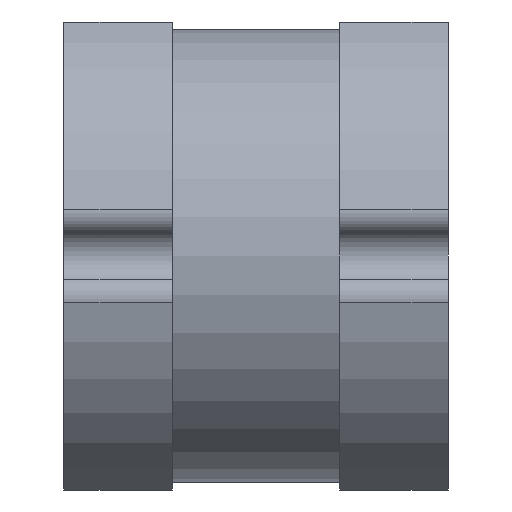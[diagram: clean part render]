
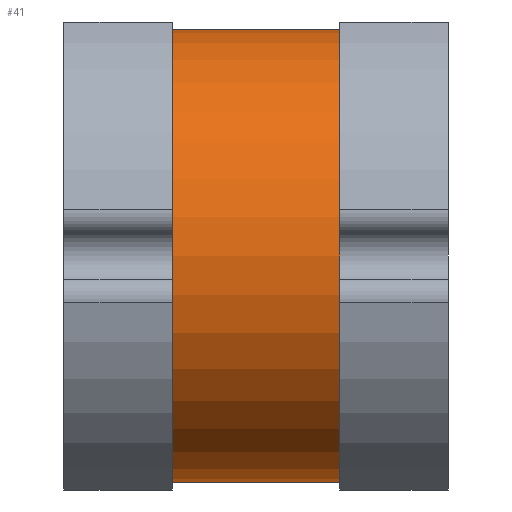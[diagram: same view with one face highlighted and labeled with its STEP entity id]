
A CAD part, left-side view. The second image highlights one B-rep face of the part: STEP entity #41.
In plain terms, the highlighted cylindrical face has radius 2.031 mm (diameter 4.062 mm), a partial arc.
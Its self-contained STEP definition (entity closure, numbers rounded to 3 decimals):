
#41 = ADVANCED_FACE ( 'NONE', ( #764 ), #917, .T. ) ;
#61 = EDGE_LOOP ( 'NONE', ( #578, #1090, #2422, #3481 ) ) ;
#101 = LINE ( 'NONE', #689, #922 ) ;
#205 = LINE ( 'NONE', #2381, #2720 ) ;
#530 = DIRECTION ( 'NONE',  ( 0., -1., 0. ) ) ;
#578 = ORIENTED_EDGE ( 'NONE', *, *, #2474, .F. ) ;
#587 = CIRCLE ( 'NONE', #1225, 2.031 ) ;
#689 = CARTESIAN_POINT ( 'NONE',  ( 0., 2.475, 2.031 ) ) ;
#706 = EDGE_CURVE ( 'NONE', #3025, #3514, #205, .T. ) ;
#764 = FACE_OUTER_BOUND ( 'NONE', #61, .T. ) ;
#917 = CYLINDRICAL_SURFACE ( 'NONE', #3442, 2.031 ) ;
#922 = VECTOR ( 'NONE', #3178, 1000. ) ;
#1067 = CARTESIAN_POINT ( 'NONE',  ( 0., 2.475, 2.031 ) ) ;
#1090 = ORIENTED_EDGE ( 'NONE', *, *, #3488, .T. ) ;
#1225 = AXIS2_PLACEMENT_3D ( 'NONE', #2201, #530, #1374 ) ;
#1356 = CARTESIAN_POINT ( 'NONE',  ( 0., 0.975, 0. ) ) ;
#1374 = DIRECTION ( 'NONE',  ( 0., 0., -1. ) ) ;
#1403 = CARTESIAN_POINT ( 'NONE',  ( 0., 2.475, -2.031 ) ) ;
#1536 = VERTEX_POINT ( 'NONE', #1067 ) ;
#2102 = CIRCLE ( 'NONE', #3148, 2.031 ) ;
#2142 = DIRECTION ( 'NONE',  ( 0., -1., 0. ) ) ;
#2201 = CARTESIAN_POINT ( 'NONE',  ( 0., 2.475, 0. ) ) ;
#2225 = DIRECTION ( 'NONE',  ( 0., 0., -1. ) ) ;
#2320 = CARTESIAN_POINT ( 'NONE',  ( 0., 0.975, 2.031 ) ) ;
#2381 = CARTESIAN_POINT ( 'NONE',  ( 0., 2.475, -2.031 ) ) ;
#2422 = ORIENTED_EDGE ( 'NONE', *, *, #706, .T. ) ;
#2469 = DIRECTION ( 'NONE',  ( 0., 1., 0. ) ) ;
#2474 = EDGE_CURVE ( 'NONE', #1536, #2926, #101, .T. ) ;
#2478 = CARTESIAN_POINT ( 'NONE',  ( 0., 2.475, 0. ) ) ;
#2639 = DIRECTION ( 'NONE',  ( 0., -1., 0. ) ) ;
#2720 = VECTOR ( 'NONE', #2639, 1000. ) ;
#2926 = VERTEX_POINT ( 'NONE', #2320 ) ;
#3025 = VERTEX_POINT ( 'NONE', #1403 ) ;
#3148 = AXIS2_PLACEMENT_3D ( 'NONE', #1356, #2469, #3346 ) ;
#3178 = DIRECTION ( 'NONE',  ( 0., -1., 0. ) ) ;
#3346 = DIRECTION ( 'NONE',  ( 0., 0., -1. ) ) ;
#3359 = EDGE_CURVE ( 'NONE', #3514, #2926, #2102, .T. ) ;
#3442 = AXIS2_PLACEMENT_3D ( 'NONE', #2478, #2142, #2225 ) ;
#3481 = ORIENTED_EDGE ( 'NONE', *, *, #3359, .T. ) ;
#3488 = EDGE_CURVE ( 'NONE', #1536, #3025, #587, .T. ) ;
#3514 = VERTEX_POINT ( 'NONE', #3580 ) ;
#3580 = CARTESIAN_POINT ( 'NONE',  ( 0., 0.975, -2.031 ) ) ;
